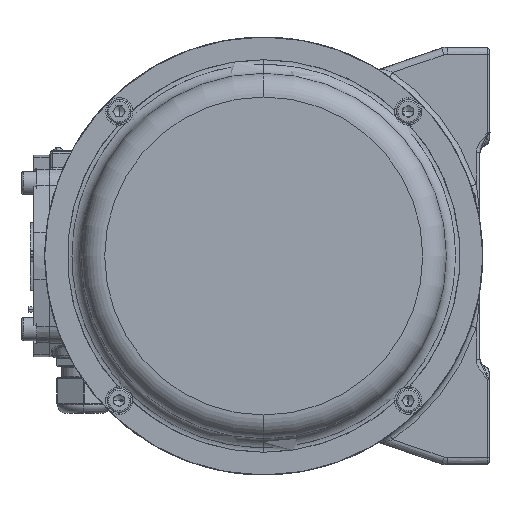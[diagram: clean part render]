
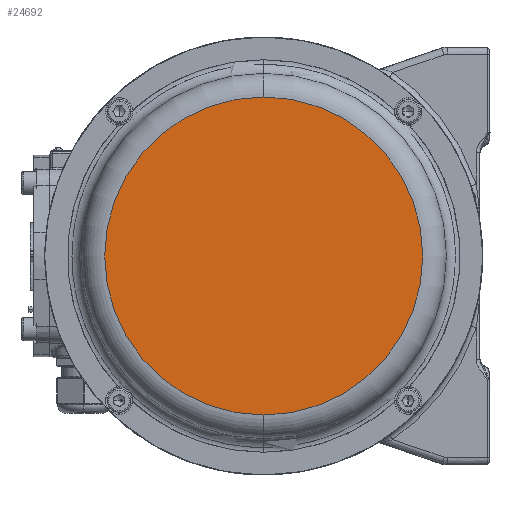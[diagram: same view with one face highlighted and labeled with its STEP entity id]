
A CAD part, left-side view. The second image highlights one B-rep face of the part: STEP entity #24692.
In plain terms, the highlighted planar face has unit normal (-1, 0, 0).
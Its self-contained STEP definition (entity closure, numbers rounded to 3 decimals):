
#12105 = CIRCLE ( 'NONE', #175418, 87.5 ) ;
#12296 = CIRCLE ( 'NONE', #175476, 87.5 ) ;
#13834 = CARTESIAN_POINT ( 'NONE',  ( -224.358, 36.108, 87.5 ) ) ;
#14542 = CARTESIAN_POINT ( 'NONE',  ( -224.358, 36.108, -87.5 ) ) ;
#16554 = CARTESIAN_POINT ( 'NONE',  ( -224.358, 36.108, 0. ) ) ;
#16561 = DIRECTION ( 'NONE',  ( 1., 0., 0. ) ) ;
#16564 = DIRECTION ( 'NONE',  ( 0., 0., 1. ) ) ;
#21697 = CARTESIAN_POINT ( 'NONE',  ( -224.358, 36.108, 0. ) ) ;
#21701 = DIRECTION ( 'NONE',  ( 1., 0., 0. ) ) ;
#21704 = DIRECTION ( 'NONE',  ( 0., 0., 1. ) ) ;
#24692 = ADVANCED_FACE ( 'NONE', ( #101235 ), #126064, .F. ) ;
#30956 = VERTEX_POINT ( 'NONE', #13834 ) ;
#31768 = VERTEX_POINT ( 'NONE', #14542 ) ;
#36798 = EDGE_CURVE ( 'NONE', #31768, #30956, #12105, .T. ) ;
#36954 = EDGE_CURVE ( 'NONE', #30956, #31768, #12296, .T. ) ;
#76415 = AXIS2_PLACEMENT_3D ( 'NONE', #126060, #126083, #126085 ) ;
#76794 = EDGE_LOOP ( 'NONE', ( #163573, #163499 ) ) ;
#101235 = FACE_OUTER_BOUND ( 'NONE', #76794, .T. ) ;
#126060 = CARTESIAN_POINT ( 'NONE',  ( -224.358, -51.392, 0. ) ) ;
#126064 = PLANE ( 'NONE',  #76415 ) ;
#126083 = DIRECTION ( 'NONE',  ( 1., 0., 0. ) ) ;
#126085 = DIRECTION ( 'NONE',  ( 0., 0., 1. ) ) ;
#163499 = ORIENTED_EDGE ( 'NONE', *, *, #36798, .F. ) ;
#163573 = ORIENTED_EDGE ( 'NONE', *, *, #36954, .F. ) ;
#175418 = AXIS2_PLACEMENT_3D ( 'NONE', #16554, #16561, #16564 ) ;
#175476 = AXIS2_PLACEMENT_3D ( 'NONE', #21697, #21701, #21704 ) ;
